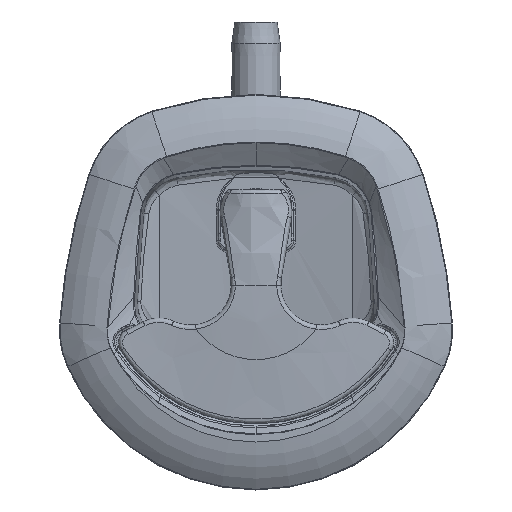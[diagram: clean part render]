
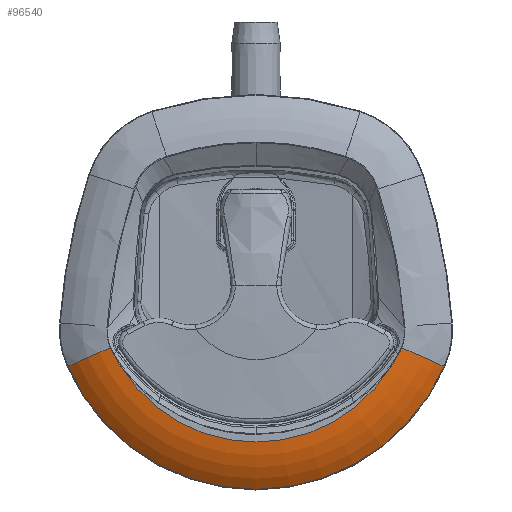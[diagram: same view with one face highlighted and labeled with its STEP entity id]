
A CAD part, top view. The second image highlights one B-rep face of the part: STEP entity #96540.
In plain terms, the highlighted toroidal (fillet/blend) face has major radius 52.75 mm and minor radius 33.299 mm.
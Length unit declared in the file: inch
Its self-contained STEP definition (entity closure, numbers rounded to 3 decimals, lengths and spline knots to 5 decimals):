
#3048=B_SPLINE_CURVE_WITH_KNOTS('',3,(#181945,#181946,#181947,#181948),
 .UNSPECIFIED.,.F.,.F.,(4,4),(-0.06578,-0.06501),
 .UNSPECIFIED.);
#3049=B_SPLINE_CURVE_WITH_KNOTS('',3,(#181950,#181951,#181952,#181953,#181954,
#181955,#181956,#181957,#181958,#181959),.UNSPECIFIED.,.F.,.F.,(4,3,3,4),
(-0.28278,-0.16722,-0.13949,0.),
 .UNSPECIFIED.);
#3050=B_SPLINE_CURVE_WITH_KNOTS('',3,(#181961,#181962,#181963,#181964,#181965,
#181966,#181967,#181968),.UNSPECIFIED.,.F.,.F.,(4,2,2,4),(-0.48689,
-0.40286,-0.19937,0.),.UNSPECIFIED.);
#3051=B_SPLINE_CURVE_WITH_KNOTS('',3,(#181972,#181973,#181974,#181975,#181976,
#181977,#181978,#181979,#181980,#181981,#181982,#181983,#181984),
 .UNSPECIFIED.,.F.,.F.,(4,3,3,3,4),(-0.27809,-0.20794,
-0.1378,-0.04456,0.),.UNSPECIFIED.);
#3052=B_SPLINE_CURVE_WITH_KNOTS('',3,(#181986,#181987,#181988,#181989,#181990,
#181991,#181992,#181993,#181994,#181995,#181996,#181997,#181998),
 .UNSPECIFIED.,.F.,.F.,(4,3,3,3,4),(-0.28318,-0.14587,
-0.13799,-0.02274,0.),.UNSPECIFIED.);
#3053=B_SPLINE_CURVE_WITH_KNOTS('',3,(#182000,#182001,#182002,#182003),
 .UNSPECIFIED.,.F.,.F.,(4,4),(-0.00077,0.),.UNSPECIFIED.);
#5932=TOROIDAL_SURFACE('',#103691,2.07678,1.311);
#12914=FACE_OUTER_BOUND('',#18577,.T.);
#18577=EDGE_LOOP('',(#80334,#80335,#80336,#80337,#80338,#80339,#80340,#80341,
#80342,#80343));
#35749=CIRCLE('',#103692,1.311);
#35750=CIRCLE('',#103693,2.22334);
#35751=CIRCLE('',#103694,1.311);
#35752=CIRCLE('',#103695,2.88572);
#43367=VERTEX_POINT('',#181941);
#43368=VERTEX_POINT('',#181942);
#43369=VERTEX_POINT('',#181944);
#43370=VERTEX_POINT('',#181949);
#43371=VERTEX_POINT('',#181960);
#43372=VERTEX_POINT('',#181969);
#43373=VERTEX_POINT('',#181971);
#43374=VERTEX_POINT('',#181985);
#43375=VERTEX_POINT('',#181999);
#43376=VERTEX_POINT('',#182004);
#55968=EDGE_CURVE('',#43367,#43368,#35749,.T.);
#55969=EDGE_CURVE('',#43369,#43368,#3048,.T.);
#55970=EDGE_CURVE('',#43370,#43369,#3049,.T.);
#55971=EDGE_CURVE('',#43371,#43370,#3050,.T.);
#55972=EDGE_CURVE('',#43371,#43372,#35750,.T.);
#55973=EDGE_CURVE('',#43373,#43372,#3051,.T.);
#55974=EDGE_CURVE('',#43374,#43373,#3052,.T.);
#55975=EDGE_CURVE('',#43375,#43374,#3053,.T.);
#55976=EDGE_CURVE('',#43376,#43375,#35751,.T.);
#55977=EDGE_CURVE('',#43367,#43376,#35752,.T.);
#80334=ORIENTED_EDGE('',*,*,#55968,.T.);
#80335=ORIENTED_EDGE('',*,*,#55969,.F.);
#80336=ORIENTED_EDGE('',*,*,#55970,.F.);
#80337=ORIENTED_EDGE('',*,*,#55971,.F.);
#80338=ORIENTED_EDGE('',*,*,#55972,.T.);
#80339=ORIENTED_EDGE('',*,*,#55973,.F.);
#80340=ORIENTED_EDGE('',*,*,#55974,.F.);
#80341=ORIENTED_EDGE('',*,*,#55975,.F.);
#80342=ORIENTED_EDGE('',*,*,#55976,.F.);
#80343=ORIENTED_EDGE('',*,*,#55977,.F.);
#96540=ADVANCED_FACE('',(#12914),#5932,.T.);
#103691=AXIS2_PLACEMENT_3D('',#181940,#123105,#123106);
#103692=AXIS2_PLACEMENT_3D('',#181943,#123107,#123108);
#103693=AXIS2_PLACEMENT_3D('',#181970,#123109,#123110);
#103694=AXIS2_PLACEMENT_3D('',#182005,#123111,#123112);
#103695=AXIS2_PLACEMENT_3D('',#182006,#123113,#123114);
#123105=DIRECTION('center_axis',(0.,0.,1.));
#123106=DIRECTION('ref_axis',(1.,0.,0.));
#123107=DIRECTION('center_axis',(-0.402,-0.915,
0.));
#123108=DIRECTION('ref_axis',(0.572,-0.251,0.781));
#123109=DIRECTION('center_axis',(0.,0.,-1.));
#123110=DIRECTION('ref_axis',(0.915,-0.402,0.));
#123111=DIRECTION('center_axis',(-0.402,0.915,0.));
#123112=DIRECTION('ref_axis',(-0.572,-0.251,0.781));
#123113=DIRECTION('center_axis',(0.,0.,-1.));
#123114=DIRECTION('ref_axis',(0.,-1.,0.));
#181940=CARTESIAN_POINT('Origin',(0.,1.3923,-1.02378));
#181941=CARTESIAN_POINT('',(2.64182,0.23119,0.00788));
#181942=CARTESIAN_POINT('',(2.04543,0.49331,0.27772));
#181943=CARTESIAN_POINT('Origin',(1.90125,0.55668,-1.02378));
#181944=CARTESIAN_POINT('',(2.04532,0.49302,0.27772));
#181945=CARTESIAN_POINT('Ctrl Pts',(2.04532,0.49302,
0.27772));
#181946=CARTESIAN_POINT('Ctrl Pts',(2.04536,0.49312,
0.27772));
#181947=CARTESIAN_POINT('Ctrl Pts',(2.0454,0.49321,0.27772));
#181948=CARTESIAN_POINT('Ctrl Pts',(2.04543,0.49331,
0.27772));
#181949=CARTESIAN_POINT('',(1.99625,0.39338,0.27797));
#181950=CARTESIAN_POINT('Ctrl Pts',(1.99625,0.39338,
0.27797));
#181951=CARTESIAN_POINT('Ctrl Pts',(2.00388,0.40651,
0.27786));
#181952=CARTESIAN_POINT('Ctrl Pts',(2.0111,0.41977,
0.27777));
#181953=CARTESIAN_POINT('Ctrl Pts',(2.01796,0.43325,0.27773));
#181954=CARTESIAN_POINT('Ctrl Pts',(2.01961,0.43649,
0.27771));
#181955=CARTESIAN_POINT('Ctrl Pts',(2.02124,0.43974,
0.2777));
#181956=CARTESIAN_POINT('Ctrl Pts',(2.02284,0.44301,
0.2777));
#181957=CARTESIAN_POINT('Ctrl Pts',(2.03092,0.45943,
0.27766));
#181958=CARTESIAN_POINT('Ctrl Pts',(2.0384,0.47608,
0.27766));
#181959=CARTESIAN_POINT('Ctrl Pts',(2.04532,0.49302,
0.27772));
#181960=CARTESIAN_POINT('',(1.89648,0.23186,0.279));
#181961=CARTESIAN_POINT('Ctrl Pts',(1.89648,0.23186,
0.279));
#181962=CARTESIAN_POINT('Ctrl Pts',(1.90194,0.24079,
0.279));
#181963=CARTESIAN_POINT('Ctrl Pts',(1.9119,0.25636,
0.27894));
#181964=CARTESIAN_POINT('Ctrl Pts',(1.92416,0.27555,0.27885));
#181965=CARTESIAN_POINT('Ctrl Pts',(1.94228,0.30398,
0.27867));
#181966=CARTESIAN_POINT('Ctrl Pts',(1.96997,0.34885,0.27834));
#181967=CARTESIAN_POINT('Ctrl Pts',(1.98312,0.37075,
0.27816));
#181968=CARTESIAN_POINT('Ctrl Pts',(1.99625,0.39338,
0.27797));
#181969=CARTESIAN_POINT('',(-1.89648,0.23186,0.279));
#181970=CARTESIAN_POINT('Origin',(0.,1.3923,0.279));
#181971=CARTESIAN_POINT('',(-1.99625,0.39338,0.27797));
#181972=CARTESIAN_POINT('Ctrl Pts',(-1.99625,0.39338,
0.27797));
#181973=CARTESIAN_POINT('Ctrl Pts',(-1.98716,0.37771,
0.2781));
#181974=CARTESIAN_POINT('Ctrl Pts',(-1.97817,0.3626,
0.27822));
#181975=CARTESIAN_POINT('Ctrl Pts',(-1.96901,0.3475,
0.27834));
#181976=CARTESIAN_POINT('Ctrl Pts',(-1.95986,0.3324,
0.27846));
#181977=CARTESIAN_POINT('Ctrl Pts',(-1.95054,0.31732,
0.27857));
#181978=CARTESIAN_POINT('Ctrl Pts',(-1.94075,0.30175,
0.27868));
#181979=CARTESIAN_POINT('Ctrl Pts',(-1.92773,0.28105,
0.27882));
#181980=CARTESIAN_POINT('Ctrl Pts',(-1.91638,0.26343,
0.27891));
#181981=CARTESIAN_POINT('Ctrl Pts',(-1.90748,0.24942,
0.27896));
#181982=CARTESIAN_POINT('Ctrl Pts',(-1.90322,0.24272,
0.27899));
#181983=CARTESIAN_POINT('Ctrl Pts',(-1.89953,0.23685,
0.279));
#181984=CARTESIAN_POINT('Ctrl Pts',(-1.89648,0.23186,
0.279));
#181985=CARTESIAN_POINT('',(-2.04532,0.49302,0.27772));
#181986=CARTESIAN_POINT('Ctrl Pts',(-2.04532,0.49302,
0.27772));
#181987=CARTESIAN_POINT('Ctrl Pts',(-2.03851,0.47637,
0.27766));
#181988=CARTESIAN_POINT('Ctrl Pts',(-2.03117,0.46,
0.27766));
#181989=CARTESIAN_POINT('Ctrl Pts',(-2.02326,0.44385,
0.27769));
#181990=CARTESIAN_POINT('Ctrl Pts',(-2.0228,0.44292,
0.2777));
#181991=CARTESIAN_POINT('Ctrl Pts',(-2.02235,0.442,
0.2777));
#181992=CARTESIAN_POINT('Ctrl Pts',(-2.02189,0.44107,
0.2777));
#181993=CARTESIAN_POINT('Ctrl Pts',(-2.01519,0.42754,
0.27774));
#181994=CARTESIAN_POINT('Ctrl Pts',(-2.00814,0.41426,
0.27781));
#181995=CARTESIAN_POINT('Ctrl Pts',(-2.0007,0.40113,
0.27791));
#181996=CARTESIAN_POINT('Ctrl Pts',(-1.99923,0.39854,
0.27793));
#181997=CARTESIAN_POINT('Ctrl Pts',(-1.99775,0.39596,
0.27795));
#181998=CARTESIAN_POINT('Ctrl Pts',(-1.99625,0.39338,
0.27797));
#181999=CARTESIAN_POINT('',(-2.04543,0.49331,0.27772));
#182000=CARTESIAN_POINT('Ctrl Pts',(-2.04543,0.49331,
0.27772));
#182001=CARTESIAN_POINT('Ctrl Pts',(-2.0454,0.49321,
0.27772));
#182002=CARTESIAN_POINT('Ctrl Pts',(-2.04536,0.49312,
0.27772));
#182003=CARTESIAN_POINT('Ctrl Pts',(-2.04532,0.49302,
0.27772));
#182004=CARTESIAN_POINT('',(-2.64182,0.23119,0.00788));
#182005=CARTESIAN_POINT('Origin',(-1.90125,0.55668,-1.02378));
#182006=CARTESIAN_POINT('Origin',(0.,1.3923,0.00788));
